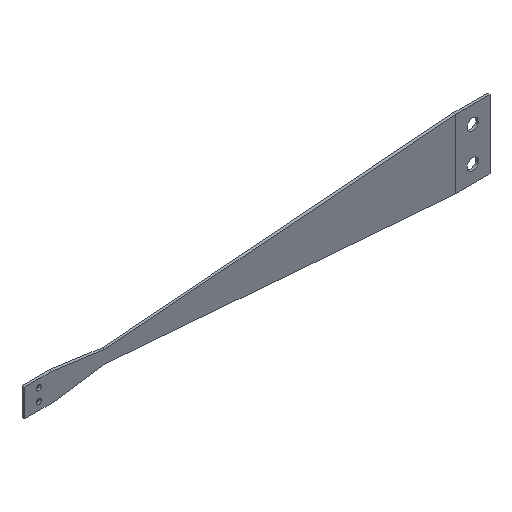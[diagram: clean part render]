
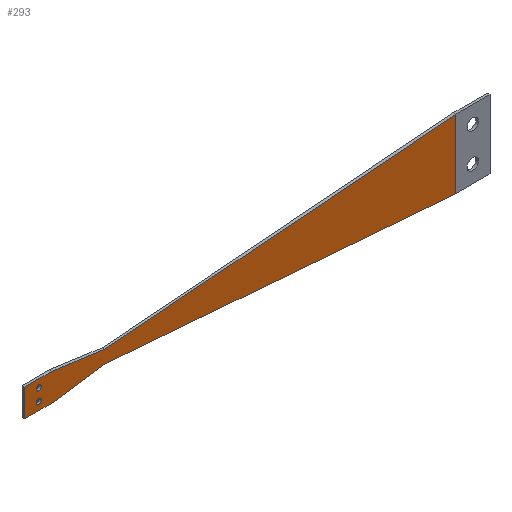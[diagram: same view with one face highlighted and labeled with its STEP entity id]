
A CAD part, isometric view. The second image highlights one B-rep face of the part: STEP entity #293.
In plain terms, the highlighted planar face has unit normal (0, -1, 0).
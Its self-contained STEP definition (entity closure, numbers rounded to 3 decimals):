
#91 = VERTEX_POINT ( 'NONE', #387 ) ;
#93 = EDGE_CURVE ( 'NONE', #91, #96, #352, .T. ) ;
#96 = VERTEX_POINT ( 'NONE', #341 ) ;
#130 = VERTEX_POINT ( 'NONE', #430 ) ;
#131 = EDGE_CURVE ( 'NONE', #130, #141, #436, .T. ) ;
#141 = VERTEX_POINT ( 'NONE', #433 ) ;
#153 = VERTEX_POINT ( 'NONE', #442 ) ;
#183 = VERTEX_POINT ( 'NONE', #494 ) ;
#203 = EDGE_CURVE ( 'NONE', #207, #260, #618, .T. ) ;
#204 = VERTEX_POINT ( 'NONE', #581 ) ;
#207 = VERTEX_POINT ( 'NONE', #582 ) ;
#221 = EDGE_CURVE ( 'NONE', #153, #183, #518, .T. ) ;
#251 = VERTEX_POINT ( 'NONE', #491 ) ;
#260 = VERTEX_POINT ( 'NONE', #625 ) ;
#262 = EDGE_CURVE ( 'NONE', #251, #207, #687, .T. ) ;
#263 = ORIENTED_EDGE ( 'NONE', *, *, #307, .F. ) ;
#265 = EDGE_CURVE ( 'NONE', #141, #130, #673, .T. ) ;
#266 = ORIENTED_EDGE ( 'NONE', *, *, #265, .F. ) ;
#267 = ORIENTED_EDGE ( 'NONE', *, *, #262, .T. ) ;
#268 = ORIENTED_EDGE ( 'NONE', *, *, #93, .F. ) ;
#269 = ORIENTED_EDGE ( 'NONE', *, *, #292, .T. ) ;
#270 = ORIENTED_EDGE ( 'NONE', *, *, #271, .T. ) ;
#271 = EDGE_CURVE ( 'NONE', #315, #204, #683, .T. ) ;
#272 = EDGE_LOOP ( 'NONE', ( #268, #263 ) ) ;
#275 = VERTEX_POINT ( 'NONE', #630 ) ;
#284 = EDGE_CURVE ( 'NONE', #153, #275, #656, .T. ) ;
#285 = ORIENTED_EDGE ( 'NONE', *, *, #362, .T. ) ;
#289 = EDGE_CURVE ( 'NONE', #204, #251, #650, .T. ) ;
#291 = ORIENTED_EDGE ( 'NONE', *, *, #289, .T. ) ;
#292 = EDGE_CURVE ( 'NONE', #275, #315, #636, .T. ) ;
#293 = ADVANCED_FACE ( 'NONE', ( #648, #647, #646 ), #658, .T. ) ;
#294 = EDGE_LOOP ( 'NONE', ( #305, #266 ) ) ;
#300 = ORIENTED_EDGE ( 'NONE', *, *, #203, .T. ) ;
#304 = ORIENTED_EDGE ( 'NONE', *, *, #221, .F. ) ;
#305 = ORIENTED_EDGE ( 'NONE', *, *, #131, .F. ) ;
#306 = EDGE_LOOP ( 'NONE', ( #269, #270, #291, #267, #300, #285, #304, #310 ) ) ;
#307 = EDGE_CURVE ( 'NONE', #96, #91, #733, .T. ) ;
#310 = ORIENTED_EDGE ( 'NONE', *, *, #284, .T. ) ;
#315 = VERTEX_POINT ( 'NONE', #723 ) ;
#341 = CARTESIAN_POINT ( 'NONE',  ( -260.227, -1.5, 23.439 ) ) ;
#352 = CIRCLE ( 'NONE', #374, 1.473 ) ;
#354 = DIRECTION ( 'NONE',  ( 1., 0., 0. ) ) ;
#355 = DIRECTION ( 'NONE',  ( 0., -1., 0. ) ) ;
#362 = EDGE_CURVE ( 'NONE', #260, #183, #738, .T. ) ;
#373 = CARTESIAN_POINT ( 'NONE',  ( -261.7, -1.5, 23.439 ) ) ;
#374 = AXIS2_PLACEMENT_3D ( 'NONE', #373, #355, #354 ) ;
#387 = CARTESIAN_POINT ( 'NONE',  ( -263.173, -1.5, 23.439 ) ) ;
#430 = CARTESIAN_POINT ( 'NONE',  ( -263.173, -1.5, 16.439 ) ) ;
#433 = CARTESIAN_POINT ( 'NONE',  ( -260.227, -1.5, 16.439 ) ) ;
#436 = CIRCLE ( 'NONE', #480, 1.473 ) ;
#442 = CARTESIAN_POINT ( 'NONE',  ( -20., -1.5, 39.878 ) ) ;
#477 = DIRECTION ( 'NONE',  ( 1., 0., 0. ) ) ;
#478 = DIRECTION ( 'NONE',  ( 0., -1., 0. ) ) ;
#479 = CARTESIAN_POINT ( 'NONE',  ( -261.7, -1.5, 16.439 ) ) ;
#480 = AXIS2_PLACEMENT_3D ( 'NONE', #479, #478, #477 ) ;
#491 = CARTESIAN_POINT ( 'NONE',  ( -269.955, -1.5, 11.939 ) ) ;
#494 = CARTESIAN_POINT ( 'NONE',  ( -20., -1.5, 0. ) ) ;
#518 = LINE ( 'NONE', #576, #575 ) ;
#574 = DIRECTION ( 'NONE',  ( 0., 0., -1. ) ) ;
#575 = VECTOR ( 'NONE', #574, 1000. ) ;
#576 = CARTESIAN_POINT ( 'NONE',  ( -20., -1.5, 39.878 ) ) ;
#579 = VECTOR ( 'NONE', #612, 1000. ) ;
#581 = CARTESIAN_POINT ( 'NONE',  ( -269.955, -1.5, 27.939 ) ) ;
#582 = CARTESIAN_POINT ( 'NONE',  ( -253.955, -1.5, 11.939 ) ) ;
#612 = DIRECTION ( 'NONE',  ( 0.99, 0., 0.138 ) ) ;
#618 = LINE ( 'NONE', #620, #579 ) ;
#620 = CARTESIAN_POINT ( 'NONE',  ( -253.955, -1.5, 11.939 ) ) ;
#625 = CARTESIAN_POINT ( 'NONE',  ( -223.5, -1.5, 16.184 ) ) ;
#626 = CARTESIAN_POINT ( 'NONE',  ( -261.7, -1.5, 16.439 ) ) ;
#627 = CARTESIAN_POINT ( 'NONE',  ( -144.977, -1.5, 19.939 ) ) ;
#630 = CARTESIAN_POINT ( 'NONE',  ( -223.5, -1.5, 23.694 ) ) ;
#632 = DIRECTION ( 'NONE',  ( 1., 0., 0. ) ) ;
#635 = VECTOR ( 'NONE', #690, 1000. ) ;
#636 = LINE ( 'NONE', #652, #643 ) ;
#641 = AXIS2_PLACEMENT_3D ( 'NONE', #627, #657, #632 ) ;
#643 = VECTOR ( 'NONE', #651, 1000. ) ;
#646 = FACE_OUTER_BOUND ( 'NONE', #306, .T. ) ;
#647 = FACE_BOUND ( 'NONE', #272, .T. ) ;
#648 = FACE_BOUND ( 'NONE', #294, .T. ) ;
#649 = CARTESIAN_POINT ( 'NONE',  ( -269.955, -1.5, 27.939 ) ) ;
#650 = LINE ( 'NONE', #649, #664 ) ;
#651 = DIRECTION ( 'NONE',  ( -0.99, 0., 0.138 ) ) ;
#652 = CARTESIAN_POINT ( 'NONE',  ( -223.5, -1.5, 23.694 ) ) ;
#653 = DIRECTION ( 'NONE',  ( -0.997, 0., -0.079 ) ) ;
#654 = VECTOR ( 'NONE', #653, 1000. ) ;
#655 = CARTESIAN_POINT ( 'NONE',  ( -20., -1.5, 39.878 ) ) ;
#656 = LINE ( 'NONE', #655, #654 ) ;
#657 = DIRECTION ( 'NONE',  ( 0., -1., 0. ) ) ;
#658 = PLANE ( 'NONE',  #641 ) ;
#663 = DIRECTION ( 'NONE',  ( 0., 0., -1. ) ) ;
#664 = VECTOR ( 'NONE', #663, 1000. ) ;
#672 = DIRECTION ( 'NONE',  ( 1., 0., 0. ) ) ;
#673 = CIRCLE ( 'NONE', #681, 1.473 ) ;
#675 = DIRECTION ( 'NONE',  ( 1., 0., 0. ) ) ;
#676 = DIRECTION ( 'NONE',  ( 0., -1., 0. ) ) ;
#681 = AXIS2_PLACEMENT_3D ( 'NONE', #626, #676, #675 ) ;
#682 = CARTESIAN_POINT ( 'NONE',  ( -253.955, -1.5, 27.939 ) ) ;
#683 = LINE ( 'NONE', #682, #635 ) ;
#687 = LINE ( 'NONE', #688, #691 ) ;
#688 = CARTESIAN_POINT ( 'NONE',  ( -269.955, -1.5, 11.939 ) ) ;
#690 = DIRECTION ( 'NONE',  ( -1., 0., 0. ) ) ;
#691 = VECTOR ( 'NONE', #672, 1000. ) ;
#700 = CARTESIAN_POINT ( 'NONE',  ( -223.5, -1.5, 16.184 ) ) ;
#706 = DIRECTION ( 'NONE',  ( 1., 0., 0. ) ) ;
#708 = DIRECTION ( 'NONE',  ( 0.997, 0., -0.079 ) ) ;
#709 = VECTOR ( 'NONE', #708, 1000. ) ;
#723 = CARTESIAN_POINT ( 'NONE',  ( -253.955, -1.5, 27.939 ) ) ;
#728 = CARTESIAN_POINT ( 'NONE',  ( -261.7, -1.5, 23.439 ) ) ;
#733 = CIRCLE ( 'NONE', #757, 1.473 ) ;
#738 = LINE ( 'NONE', #700, #709 ) ;
#755 = DIRECTION ( 'NONE',  ( 0., -1., 0. ) ) ;
#757 = AXIS2_PLACEMENT_3D ( 'NONE', #728, #755, #706 ) ;
